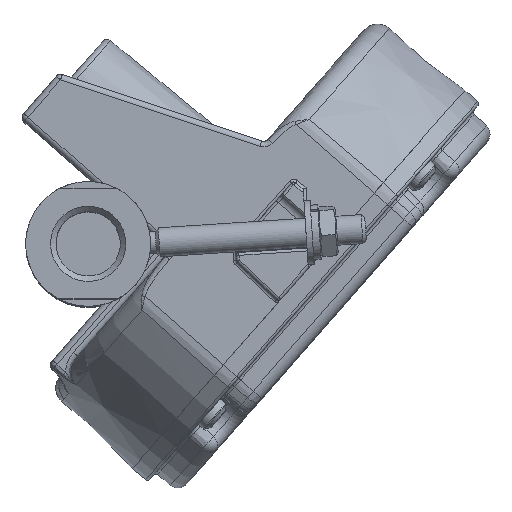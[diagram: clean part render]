
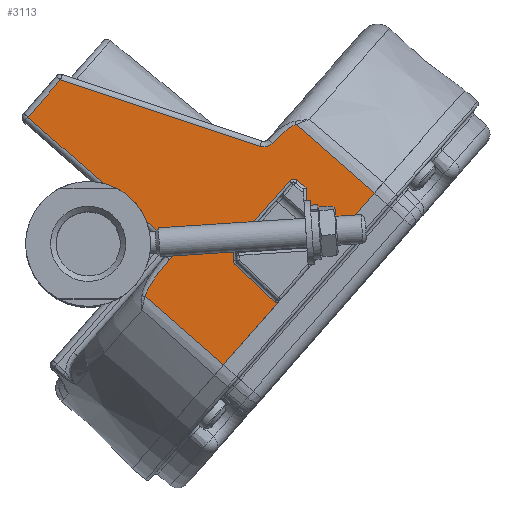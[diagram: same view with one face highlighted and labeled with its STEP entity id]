
A CAD part, top view. The second image highlights one B-rep face of the part: STEP entity #3113.
In plain terms, the highlighted planar face has unit normal (-0.026, 0.023, 0.999).
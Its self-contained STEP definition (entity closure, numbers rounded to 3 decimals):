
#240=ELLIPSE('',#12703,1.588,1.588);
#241=ELLIPSE('',#12704,1.588,1.588);
#242=ELLIPSE('',#12705,1.588,1.588);
#243=ELLIPSE('',#12706,1.588,1.588);
#548=B_SPLINE_CURVE_WITH_KNOTS('',3,(#27858,#27859,#27860,#27861,#27862,
#27863,#27864,#27865),.UNSPECIFIED.,.F.,.F.,(4,2,2,4),(0.,0.5,0.75,1.),
 .UNSPECIFIED.);
#549=B_SPLINE_CURVE_WITH_KNOTS('',3,(#27893,#27894,#27895,#27896,#27897,
#27898),.UNSPECIFIED.,.F.,.F.,(4,2,4),(0.,0.5,1.),.UNSPECIFIED.);
#550=B_SPLINE_CURVE_WITH_KNOTS('',3,(#27900,#27901,#27902,#27903,#27904,
#27905,#27906,#27907,#27908,#27909,#27910,#27911,#27912),.UNSPECIFIED.,.F.,
 .F.,(4,3,3,3,4),(0.,0.296,0.591,0.89,
1.),.UNSPECIFIED.);
#990=FACE_OUTER_BOUND('',#4368,.T.);
#1674=PLANE('',#12707);
#1954=LINE('',#27849,#2537);
#1955=LINE('',#27852,#2538);
#1956=LINE('',#27854,#2539);
#1957=LINE('',#27856,#2540);
#1958=LINE('',#27867,#2541);
#1959=LINE('',#27869,#2542);
#1960=LINE('',#27873,#2543);
#1961=LINE('',#27877,#2544);
#1962=LINE('',#27881,#2545);
#1963=LINE('',#27885,#2546);
#1964=LINE('',#27887,#2547);
#1965=LINE('',#27889,#2548);
#1966=LINE('',#27891,#2549);
#2537=VECTOR('',#14878,1.);
#2538=VECTOR('',#14879,1.);
#2539=VECTOR('',#14880,1.);
#2540=VECTOR('',#14881,1.);
#2541=VECTOR('',#14882,1.);
#2542=VECTOR('',#14883,1.);
#2543=VECTOR('',#14886,1.);
#2544=VECTOR('',#14889,1.);
#2545=VECTOR('',#14892,1.);
#2546=VECTOR('',#14895,1.);
#2547=VECTOR('',#14896,1.);
#2548=VECTOR('',#14897,1.);
#2549=VECTOR('',#14898,1.);
#3113=ADVANCED_FACE('',(#990),#1674,.T.);
#4368=EDGE_LOOP('',(#5790,#5791,#5792,#5793,#5794,#5795,#5796,#5797,#5798,
#5799,#5800,#5801,#5802,#5803,#5804,#5805,#5806,#5807,#5808,#5809));
#5790=ORIENTED_EDGE('',*,*,#10086,.T.);
#5791=ORIENTED_EDGE('',*,*,#10087,.T.);
#5792=ORIENTED_EDGE('',*,*,#10088,.T.);
#5793=ORIENTED_EDGE('',*,*,#10089,.T.);
#5794=ORIENTED_EDGE('',*,*,#10090,.T.);
#5795=ORIENTED_EDGE('',*,*,#10091,.F.);
#5796=ORIENTED_EDGE('',*,*,#10092,.F.);
#5797=ORIENTED_EDGE('',*,*,#10093,.T.);
#5798=ORIENTED_EDGE('',*,*,#10094,.T.);
#5799=ORIENTED_EDGE('',*,*,#10095,.T.);
#5800=ORIENTED_EDGE('',*,*,#10096,.T.);
#5801=ORIENTED_EDGE('',*,*,#10097,.T.);
#5802=ORIENTED_EDGE('',*,*,#10098,.T.);
#5803=ORIENTED_EDGE('',*,*,#10099,.T.);
#5804=ORIENTED_EDGE('',*,*,#10100,.T.);
#5805=ORIENTED_EDGE('',*,*,#10101,.T.);
#5806=ORIENTED_EDGE('',*,*,#10102,.F.);
#5807=ORIENTED_EDGE('',*,*,#10103,.T.);
#5808=ORIENTED_EDGE('',*,*,#10104,.T.);
#5809=ORIENTED_EDGE('',*,*,#10105,.T.);
#8890=VERTEX_POINT('',#27850);
#8891=VERTEX_POINT('',#27851);
#8892=VERTEX_POINT('',#27853);
#8893=VERTEX_POINT('',#27855);
#8894=VERTEX_POINT('',#27857);
#8895=VERTEX_POINT('',#27866);
#8896=VERTEX_POINT('',#27868);
#8897=VERTEX_POINT('',#27870);
#8898=VERTEX_POINT('',#27872);
#8899=VERTEX_POINT('',#27874);
#8900=VERTEX_POINT('',#27876);
#8901=VERTEX_POINT('',#27878);
#8902=VERTEX_POINT('',#27880);
#8903=VERTEX_POINT('',#27882);
#8904=VERTEX_POINT('',#27884);
#8905=VERTEX_POINT('',#27886);
#8906=VERTEX_POINT('',#27888);
#8907=VERTEX_POINT('',#27890);
#8908=VERTEX_POINT('',#27892);
#8909=VERTEX_POINT('',#27899);
#10086=EDGE_CURVE('',#8890,#8891,#1954,.T.);
#10087=EDGE_CURVE('',#8891,#8892,#1955,.T.);
#10088=EDGE_CURVE('',#8892,#8893,#1956,.T.);
#10089=EDGE_CURVE('',#8893,#8894,#1957,.T.);
#10090=EDGE_CURVE('',#8894,#8895,#548,.T.);
#10091=EDGE_CURVE('',#8896,#8895,#1958,.T.);
#10092=EDGE_CURVE('',#8897,#8896,#1959,.T.);
#10093=EDGE_CURVE('',#8897,#8898,#240,.T.);
#10094=EDGE_CURVE('',#8898,#8899,#1960,.T.);
#10095=EDGE_CURVE('',#8899,#8900,#241,.T.);
#10096=EDGE_CURVE('',#8900,#8901,#1961,.T.);
#10097=EDGE_CURVE('',#8901,#8902,#242,.T.);
#10098=EDGE_CURVE('',#8902,#8903,#1962,.T.);
#10099=EDGE_CURVE('',#8903,#8904,#243,.T.);
#10100=EDGE_CURVE('',#8904,#8905,#1963,.T.);
#10101=EDGE_CURVE('',#8905,#8906,#1964,.T.);
#10102=EDGE_CURVE('',#8907,#8906,#1965,.T.);
#10103=EDGE_CURVE('',#8907,#8908,#1966,.T.);
#10104=EDGE_CURVE('',#8908,#8909,#549,.T.);
#10105=EDGE_CURVE('',#8909,#8890,#550,.T.);
#12703=AXIS2_PLACEMENT_3D('',#27871,#14884,#14885);
#12704=AXIS2_PLACEMENT_3D('',#27875,#14887,#14888);
#12705=AXIS2_PLACEMENT_3D('',#27879,#14890,#14891);
#12706=AXIS2_PLACEMENT_3D('',#27883,#14893,#14894);
#12707=AXIS2_PLACEMENT_3D('',#27913,#14899,#14900);
#14878=DIRECTION('',(-0.948,0.316,-0.032));
#14879=DIRECTION('',(-0.66,-0.751,0.));
#14880=DIRECTION('',(0.751,-0.659,0.035));
#14881=DIRECTION('',(-0.66,-0.751,0.));
#14882=DIRECTION('',(-0.751,0.659,-0.035));
#14883=DIRECTION('',(-0.66,-0.751,0.));
#14884=DIRECTION('',(0.026,-0.023,-0.999));
#14885=DIRECTION('',(-0.751,0.659,-0.035));
#14886=DIRECTION('',(-0.728,0.685,-0.035));
#14887=DIRECTION('',(0.026,-0.023,-0.999));
#14888=DIRECTION('',(-0.751,0.659,-0.035));
#14889=DIRECTION('',(-0.065,0.998,-0.025));
#14890=DIRECTION('',(0.026,-0.023,-0.999));
#14891=DIRECTION('',(-0.751,0.659,-0.035));
#14892=DIRECTION('',(0.66,0.751,0.));
#14893=DIRECTION('',(0.026,-0.023,-0.999));
#14894=DIRECTION('',(-0.751,0.659,-0.035));
#14895=DIRECTION('',(0.774,-0.633,0.035));
#14896=DIRECTION('',(0.065,-0.998,0.025));
#14897=DIRECTION('',(-0.66,-0.751,0.));
#14898=DIRECTION('',(-0.751,0.659,-0.035));
#14899=DIRECTION('',(-0.026,0.023,0.999));
#14900=DIRECTION('',(0.751,-0.659,0.035));
#27849=CARTESIAN_POINT('',(-8.487,45.046,70.772));
#27850=CARTESIAN_POINT('',(46.717,26.653,72.622));
#27851=CARTESIAN_POINT('',(-7.535,44.729,70.804));
#27852=CARTESIAN_POINT('',(-6.17,46.284,70.804));
#27853=CARTESIAN_POINT('',(-16.435,34.594,70.808));
#27854=CARTESIAN_POINT('',(23.576,-0.539,72.651));
#27855=CARTESIAN_POINT('',(24.601,-1.439,72.698));
#27856=CARTESIAN_POINT('',(34.866,10.251,72.694));
#27857=CARTESIAN_POINT('',(22.138,-4.244,72.699));
#27858=CARTESIAN_POINT('',(22.138,-4.244,72.699));
#27859=CARTESIAN_POINT('',(20.814,-5.752,72.7));
#27860=CARTESIAN_POINT('',(19.507,-7.272,72.701));
#27861=CARTESIAN_POINT('',(17.728,-9.692,72.711));
#27862=CARTESIAN_POINT('',(17.166,-10.522,72.716));
#27863=CARTESIAN_POINT('',(16.175,-12.284,72.731));
#27864=CARTESIAN_POINT('',(15.736,-13.199,72.741));
#27865=CARTESIAN_POINT('',(15.532,-14.2,72.758));
#27866=CARTESIAN_POINT('',(15.532,-14.2,72.758));
#27867=CARTESIAN_POINT('',(36.794,-32.87,73.738));
#27868=CARTESIAN_POINT('',(36.794,-32.87,73.738));
#27869=CARTESIAN_POINT('',(57.334,-9.478,73.729));
#27870=CARTESIAN_POINT('',(51.539,-16.078,73.731));
#27871=CARTESIAN_POINT('',(51.881,-14.528,73.704));
#27872=CARTESIAN_POINT('',(50.792,-15.684,73.703));
#27873=CARTESIAN_POINT('',(51.162,-16.032,73.72));
#27874=CARTESIAN_POINT('',(40.069,-5.583,73.193));
#27875=CARTESIAN_POINT('',(41.157,-4.428,73.195));
#27876=CARTESIAN_POINT('',(39.573,-4.531,73.156));
#27877=CARTESIAN_POINT('',(39.968,-10.616,73.307));
#27878=CARTESIAN_POINT('',(39.351,-1.111,73.072));
#27879=CARTESIAN_POINT('',(40.935,-1.008,73.11));
#27880=CARTESIAN_POINT('',(39.742,0.039,73.055));
#27881=CARTESIAN_POINT('',(42.683,3.388,73.054));
#27882=CARTESIAN_POINT('',(54.76,17.142,73.048));
#27883=CARTESIAN_POINT('',(55.953,16.094,73.103));
#27884=CARTESIAN_POINT('',(56.958,17.323,73.101));
#27885=CARTESIAN_POINT('',(70.319,6.393,73.698));
#27886=CARTESIAN_POINT('',(59.307,15.401,73.206));
#27887=CARTESIAN_POINT('',(60.907,-9.244,73.815));
#27888=CARTESIAN_POINT('',(60.675,-5.673,73.727));
#27889=CARTESIAN_POINT('',(57.334,-9.478,73.729));
#27890=CARTESIAN_POINT('',(77.875,13.914,73.72));
#27891=CARTESIAN_POINT('',(77.875,13.914,73.72));
#27892=CARTESIAN_POINT('',(56.613,32.584,72.74));
#27893=CARTESIAN_POINT('',(56.613,32.584,72.74));
#27894=CARTESIAN_POINT('',(55.279,32.127,72.716));
#27895=CARTESIAN_POINT('',(54.15,31.272,72.707));
#27896=CARTESIAN_POINT('',(52.021,29.482,72.693));
#27897=CARTESIAN_POINT('',(51.035,28.501,72.69));
#27898=CARTESIAN_POINT('',(50.077,27.488,72.689));
#27899=CARTESIAN_POINT('',(50.077,27.488,72.689));
#27900=CARTESIAN_POINT('',(50.077,27.488,72.689));
#27901=CARTESIAN_POINT('',(49.831,27.228,72.689));
#27902=CARTESIAN_POINT('',(49.536,27.008,72.686));
#27903=CARTESIAN_POINT('',(49.217,26.844,72.682));
#27904=CARTESIAN_POINT('',(48.898,26.68,72.677));
#27905=CARTESIAN_POINT('',(48.547,26.569,72.671));
#27906=CARTESIAN_POINT('',(48.193,26.519,72.663));
#27907=CARTESIAN_POINT('',(47.835,26.468,72.655));
#27908=CARTESIAN_POINT('',(47.463,26.479,72.645));
#27909=CARTESIAN_POINT('',(47.108,26.549,72.634));
#27910=CARTESIAN_POINT('',(46.976,26.575,72.63));
#27911=CARTESIAN_POINT('',(46.845,26.61,72.626));
#27912=CARTESIAN_POINT('',(46.717,26.653,72.622));
#27913=CARTESIAN_POINT('',(57.334,-9.478,73.729));
